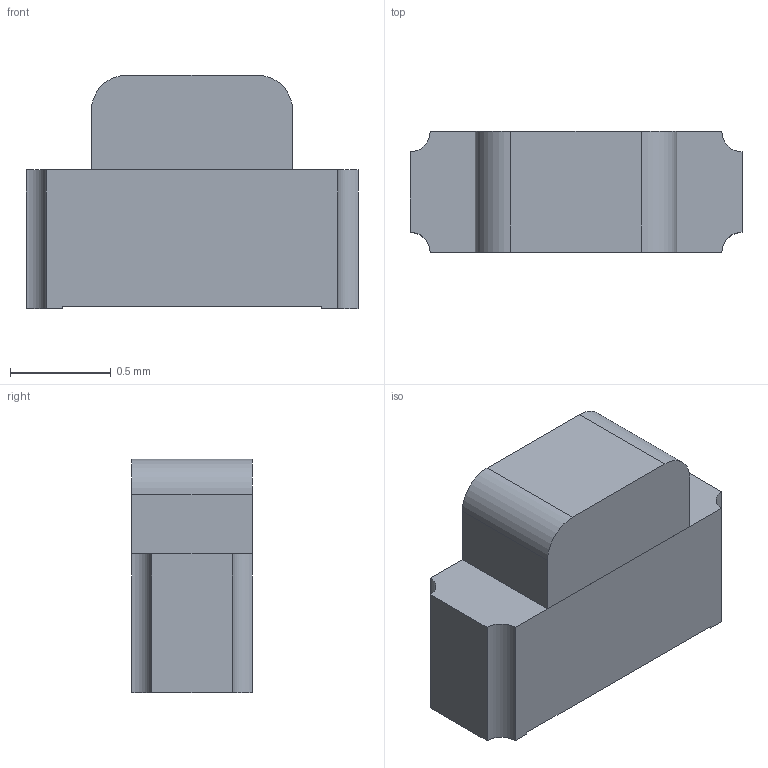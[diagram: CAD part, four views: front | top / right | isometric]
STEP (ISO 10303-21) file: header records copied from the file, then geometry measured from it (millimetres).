
FILE_DESCRIPTION(/* description */ ('','CAx-IF Rec.Pracs.---Representation and Presentation of Product Manufacturing Information (PMI)---4.0---2014-10-13'),/* implementation_level */ '2;1');
FILE_NAME(/* name */ 'LTST-S270KFKT.step',/* time_stamp */ '2025-01-13T06:53:53Z',/* author */ (''),/* organization */ (''),/* preprocessor_version */ 'ST-DEVELOPER v20',/* originating_system */ 'Autodesk Translation Framework v13.20.0.188',/* authorisation */ '');
FILE_SCHEMA (('AP242_MANAGED_MODEL_BASED_3D_ENGINEERING_MIM_LF { 1 0 10303 442 1 1 4 }'));
Length unit declared in the file: millimetre
Products named in the file (1): LTST-S270KFKT
Bounding box: 1.65 x 0.6 x 1.16 mm (x, y, z)
Volume: 0.9 mm3; surface area: 7.5 mm2
Topology: 2 solids, 2 shells, 27 faces, 66 edges, 44 vertices
Faces by surface type: plane 21, cylinder 6
Entity records: 848 total; most frequent: CARTESIAN_POINT 138, DIRECTION 134, ORIENTED_EDGE 132, EDGE_CURVE 66, LINE 54, VECTOR 54, VERTEX_POINT 44, AXIS2_PLACEMENT_3D 40
